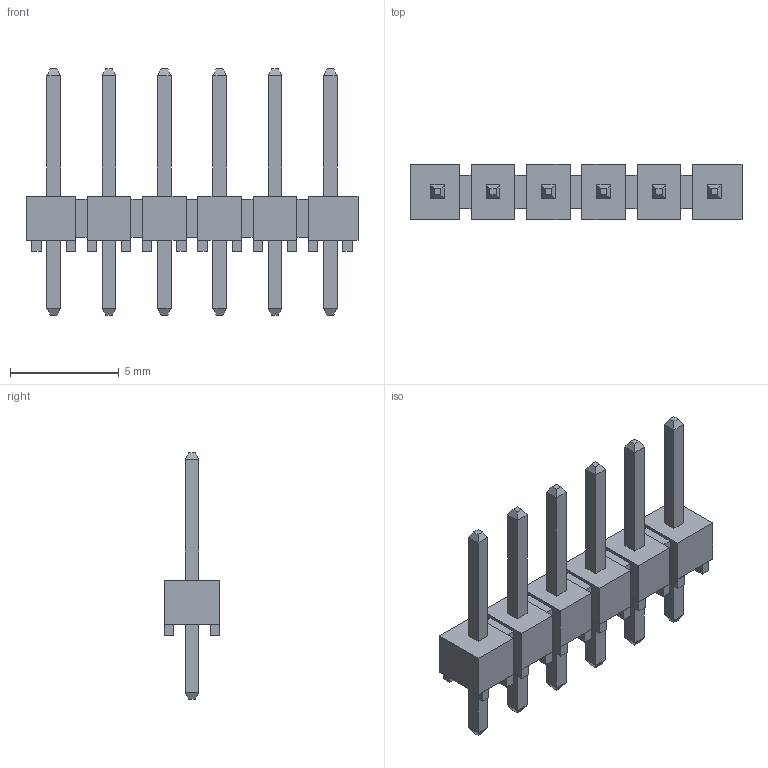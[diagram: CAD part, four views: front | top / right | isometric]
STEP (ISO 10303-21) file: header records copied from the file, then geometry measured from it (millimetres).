
FILE_DESCRIPTION(/* description */ (''),/* implementation_level */ '2;1');
FILE_NAME(/* name */ 'SAMTEC_TSW-106-23-L-S.stp',/* time_stamp */ '2017-03-06T14:00:09+01:00',/* author */ ('bcivel'),/* organization */ (''),/* preprocessor_version */ 'ST-DEVELOPER v16.1',/* originating_system */ 'AutoCAD Mechanical',/* authorisation */ '');
FILE_SCHEMA (('AUTOMOTIVE_DESIGN { 1 0 10303 214 3 1 1 }'));
Length unit declared in the file: millimetre
Products named in the file (1): Product
Bounding box: 15.24 x 2.54 x 11.3 mm (x, y, z)
Volume: 97.6 mm3; surface area: 405.7 mm2
Topology: 48 solids, 48 shells, 336 faces, 684 edges, 444 vertices
Faces by surface type: plane 336
Entity records: 8559 total; most frequent: CARTESIAN_POINT 1465, ORIENTED_EDGE 1368, DIRECTION 1358, LINE 684, VECTOR 684, EDGE_CURVE 684, VERTEX_POINT 444, AXIS2_PLACEMENT_3D 337
